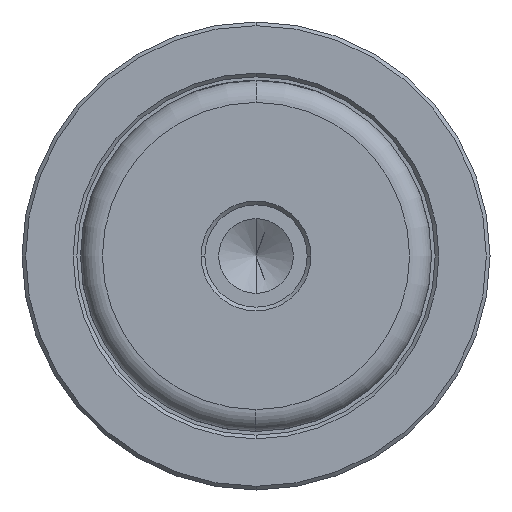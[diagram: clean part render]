
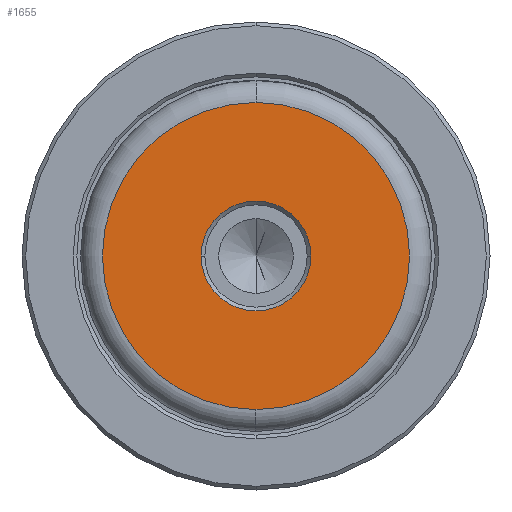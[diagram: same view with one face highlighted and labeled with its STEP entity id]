
A CAD part, left-side view. The second image highlights one B-rep face of the part: STEP entity #1655.
In plain terms, the highlighted planar face has unit normal (-1, 0, 0).
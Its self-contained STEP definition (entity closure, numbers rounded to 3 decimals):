
#14 = VERTEX_POINT ( 'NONE', #1171 ) ;
#93 = CIRCLE ( 'NONE', #2476, 7.5 ) ;
#178 = AXIS2_PLACEMENT_3D ( 'NONE', #1700, #1126, #1887 ) ;
#188 = VERTEX_POINT ( 'NONE', #560 ) ;
#238 = ORIENTED_EDGE ( 'NONE', *, *, #2267, .T. ) ;
#305 = CARTESIAN_POINT ( 'NONE',  ( 0., 0., -20.997 ) ) ;
#347 = EDGE_LOOP ( 'NONE', ( #2438, #2096 ) ) ;
#354 = PLANE ( 'NONE',  #178 ) ;
#489 = DIRECTION ( 'NONE',  ( 1., 0., 0. ) ) ;
#560 = CARTESIAN_POINT ( 'NONE',  ( 0., 0., 20.997 ) ) ;
#583 = CIRCLE ( 'NONE', #1282, 7.5 ) ;
#607 = EDGE_CURVE ( 'NONE', #14, #1437, #93, .T. ) ;
#739 = DIRECTION ( 'NONE',  ( -1., 0., 0. ) ) ;
#782 = EDGE_CURVE ( 'NONE', #1864, #188, #1758, .T. ) ;
#878 = EDGE_CURVE ( 'NONE', #188, #1864, #2290, .T. ) ;
#972 = DIRECTION ( 'NONE',  ( 1., 0., 0. ) ) ;
#990 = FACE_BOUND ( 'NONE', #1451, .T. ) ;
#1110 = CARTESIAN_POINT ( 'NONE',  ( 0., 0., 0. ) ) ;
#1126 = DIRECTION ( 'NONE',  ( -1., 0., 0. ) ) ;
#1171 = CARTESIAN_POINT ( 'NONE',  ( 0., -7.5, 0. ) ) ;
#1282 = AXIS2_PLACEMENT_3D ( 'NONE', #2123, #972, #2316 ) ;
#1295 = DIRECTION ( 'NONE',  ( 0., 0., 1. ) ) ;
#1437 = VERTEX_POINT ( 'NONE', #1952 ) ;
#1451 = EDGE_LOOP ( 'NONE', ( #1848, #238 ) ) ;
#1527 = AXIS2_PLACEMENT_3D ( 'NONE', #1110, #2448, #1295 ) ;
#1555 = FACE_OUTER_BOUND ( 'NONE', #347, .T. ) ;
#1649 = CARTESIAN_POINT ( 'NONE',  ( 0., 0., 0. ) ) ;
#1655 = ADVANCED_FACE ( 'NONE', ( #990, #1555 ), #354, .T. ) ;
#1700 = CARTESIAN_POINT ( 'NONE',  ( 0., 0., 0. ) ) ;
#1758 = CIRCLE ( 'NONE', #1527, 20.997 ) ;
#1835 = DIRECTION ( 'NONE',  ( 0., 0., 1. ) ) ;
#1848 = ORIENTED_EDGE ( 'NONE', *, *, #607, .T. ) ;
#1864 = VERTEX_POINT ( 'NONE', #305 ) ;
#1887 = DIRECTION ( 'NONE',  ( 0., 0., 1. ) ) ;
#1894 = CARTESIAN_POINT ( 'NONE',  ( 0., 0., 0. ) ) ;
#1952 = CARTESIAN_POINT ( 'NONE',  ( 0., 7.5, 0. ) ) ;
#2088 = DIRECTION ( 'NONE',  ( 0., 0., 1. ) ) ;
#2096 = ORIENTED_EDGE ( 'NONE', *, *, #782, .T. ) ;
#2123 = CARTESIAN_POINT ( 'NONE',  ( 0., 0., 0. ) ) ;
#2267 = EDGE_CURVE ( 'NONE', #1437, #14, #583, .T. ) ;
#2290 = CIRCLE ( 'NONE', #2430, 20.997 ) ;
#2316 = DIRECTION ( 'NONE',  ( 0., 0., 1. ) ) ;
#2430 = AXIS2_PLACEMENT_3D ( 'NONE', #1894, #739, #2088 ) ;
#2438 = ORIENTED_EDGE ( 'NONE', *, *, #878, .T. ) ;
#2448 = DIRECTION ( 'NONE',  ( -1., 0., 0. ) ) ;
#2476 = AXIS2_PLACEMENT_3D ( 'NONE', #1649, #489, #1835 ) ;
